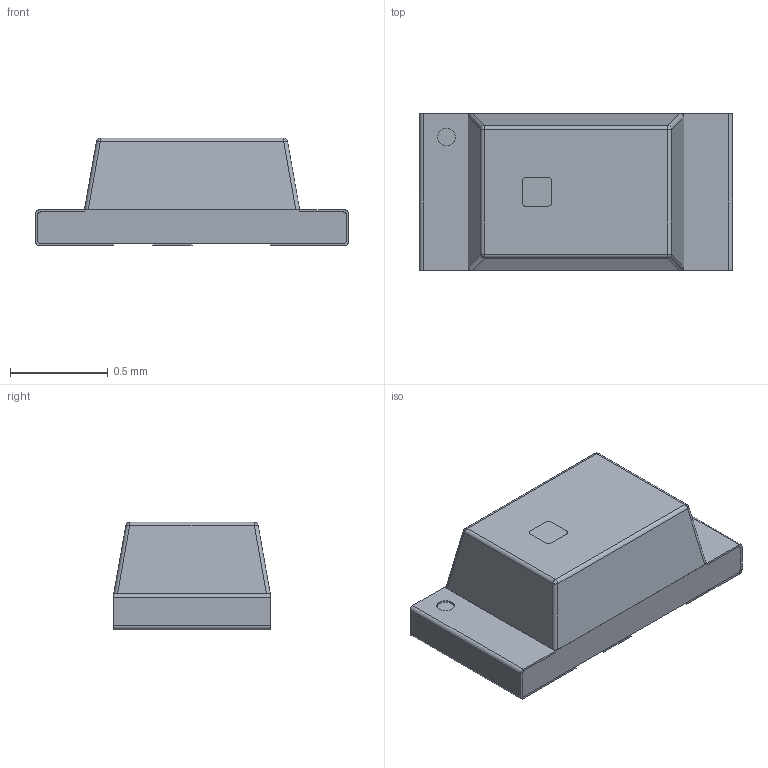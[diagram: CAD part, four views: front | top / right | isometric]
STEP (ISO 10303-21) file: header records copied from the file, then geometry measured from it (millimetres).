
FILE_DESCRIPTION(/* description */ (''),/* implementation_level */ '2;1');
FILE_NAME(/* name */ '1.stp',/* time_stamp */ '2019-08-27T05:30:15+02:00',/* author */ ('k'),/* organization */ (''),/* preprocessor_version */ 'ST-DEVELOPER v15.6',/* originating_system */ 'Autodesk Inventor 2015',/* authorisation */ '');
FILE_SCHEMA (('AUTOMOTIVE_DESIGN { 1 0 10303 214 3 1 1 }'));
Length unit declared in the file: millimetre
Products named in the file (6): 2; 3; 5; 6; 1
Bounding box: 1.6 x 0.8 x 0.55 mm (x, y, z)
Volume: 0.5 mm3; surface area: 9.1 mm2
Topology: 6 solids, 6 shells, 86 faces, 207 edges, 134 vertices
Faces by surface type: plane 53, cylinder 29, sphere 4
Full cylindrical faces by diameter (mm): 0.09 x1
Entity records: 2647 total; most frequent: DIRECTION 458, CARTESIAN_POINT 437, ORIENTED_EDGE 412, EDGE_CURVE 206, AXIS2_PLACEMENT_3D 155, LINE 148, VECTOR 148, VERTEX_POINT 134
